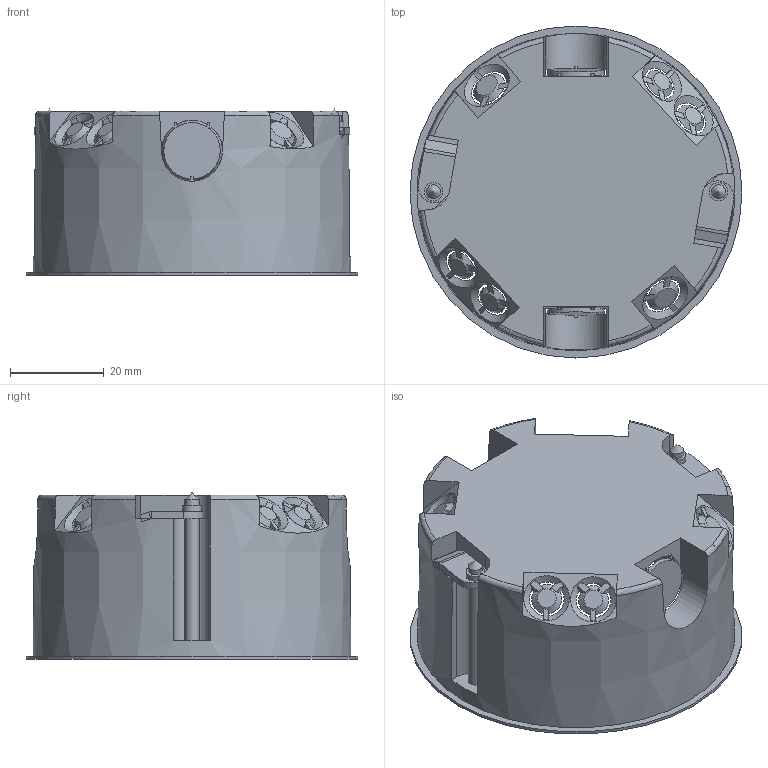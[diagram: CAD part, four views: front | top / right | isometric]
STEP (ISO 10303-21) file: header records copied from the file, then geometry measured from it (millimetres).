
FILE_DESCRIPTION (( 'STEP AP214' ), '1' );
FILE_NAME ('2003800.stp', '2022-09-15T12:02:22', ( '' ), ( '' ), 'SwSTEP 2.0', 'SolidWorks 2020', '' );
FILE_SCHEMA (( 'AUTOMOTIVE_DESIGN' ));
Length unit declared in the file: millimetre
Products named in the file (6): 129371_L32,5; 127851; 129114_L15; 130895_Standard; 142012; 2003800
Assembly tree (8 placements, depth 2):
  2003800
    127851
    130895_Standard  x2
    129371_L32,5  x2
    129114_L15  x2
    142012
Bounding box: 70.8 x 70.8 x 35.5 mm (x, y, z)
Volume: 16052 mm3; surface area: 28917 mm2
Topology: 8 solids, 8 shells, 424 faces, 1133 edges, 716 vertices
Faces by surface type: plane 277, cylinder 104, cone 29, torus 14
Full cylindrical faces by diameter (mm): 2 x2, 2.3 x2, 2.68 x2, 2.85 x6, 2.86 x2, 3 x4, 3.9 x2, 5.5 x2, 5.8 x2, 11 x1, 12 x2, 12.9 x1, 13.6 x1, 14.5 x1, 70.8 x1
Entity records: 11627 total; most frequent: CARTESIAN_POINT 3106, ORIENTED_EDGE 1714, DIRECTION 1538, EDGE_CURVE 857, AXIS2_PLACEMENT_3D 577, VERTEX_POINT 571, EDGE_LOOP 418, VECTOR 384
